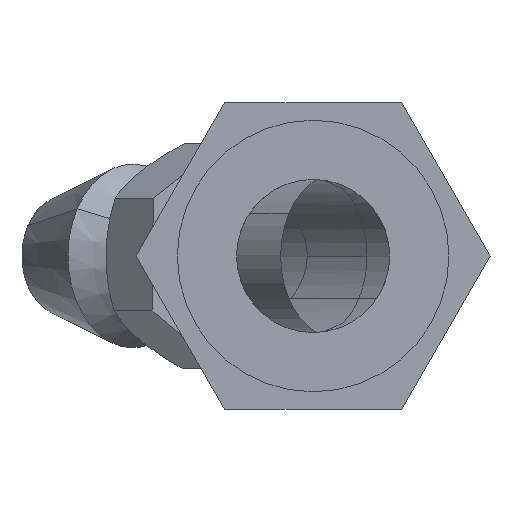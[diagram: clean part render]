
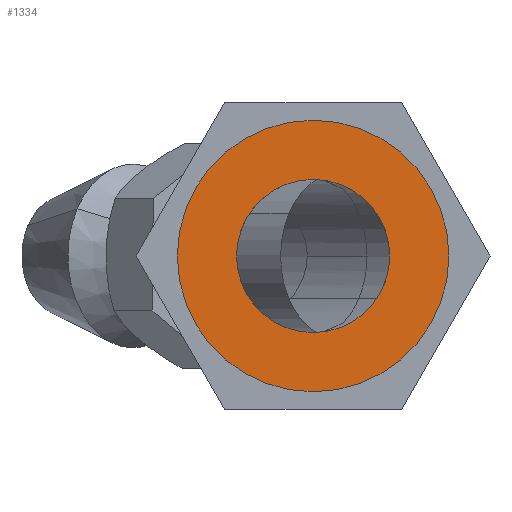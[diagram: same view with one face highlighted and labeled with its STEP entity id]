
A CAD part, front view. The second image highlights one B-rep face of the part: STEP entity #1334.
In plain terms, the highlighted planar face has unit normal (0, -1, 0).
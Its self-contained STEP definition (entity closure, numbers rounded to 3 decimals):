
#72 = EDGE_CURVE ( 'NONE', #1276, #1294, #849, .T. ) ;
#75 = EDGE_CURVE ( 'NONE', #1298, #1257, #853, .T. ) ;
#78 = EDGE_CURVE ( 'NONE', #1294, #1276, #856, .T. ) ;
#89 = EDGE_CURVE ( 'NONE', #1257, #1298, #869, .T. ) ;
#258 = EDGE_LOOP ( 'NONE', ( #1079, #1080 ) ) ;
#261 = EDGE_LOOP ( 'NONE', ( #1071, #1072 ) ) ;
#318 = DIRECTION ( 'NONE',  ( 0., 0., 1. ) ) ;
#319 = DIRECTION ( 'NONE',  ( 0., 1., 0. ) ) ;
#323 = PLANE ( 'NONE',  #691 ) ;
#324 = CARTESIAN_POINT ( 'NONE',  ( 11.708, -3.337, 2.117 ) ) ;
#356 = CARTESIAN_POINT ( 'NONE',  ( 11.708, -3.337, -0.633 ) ) ;
#359 = CARTESIAN_POINT ( 'NONE',  ( 11.708, -3.337, -2.758 ) ) ;
#390 = CARTESIAN_POINT ( 'NONE',  ( 11.708, -3.337, 4.867 ) ) ;
#421 = CARTESIAN_POINT ( 'NONE',  ( 11.708, -3.337, 6.992 ) ) ;
#436 = DIRECTION ( 'NONE',  ( 0., 0., 1. ) ) ;
#575 = DIRECTION ( 'NONE',  ( 0., 0., 1. ) ) ;
#576 = DIRECTION ( 'NONE',  ( 0., 1., 0. ) ) ;
#594 = CARTESIAN_POINT ( 'NONE',  ( 11.708, -3.337, 2.117 ) ) ;
#604 = DIRECTION ( 'NONE',  ( 0., -1., 0. ) ) ;
#609 = DIRECTION ( 'NONE',  ( 0., 0., -1. ) ) ;
#636 = CARTESIAN_POINT ( 'NONE',  ( 11.708, -3.337, 2.117 ) ) ;
#657 = DIRECTION ( 'NONE',  ( 0., 0., -1. ) ) ;
#658 = DIRECTION ( 'NONE',  ( 0., -1., 0. ) ) ;
#664 = CARTESIAN_POINT ( 'NONE',  ( 11.708, -3.337, 2.117 ) ) ;
#691 = AXIS2_PLACEMENT_3D ( 'NONE', #324, #319, #318 ) ;
#729 = AXIS2_PLACEMENT_3D ( 'NONE', #664, #658, #657 ) ;
#736 = AXIS2_PLACEMENT_3D ( 'NONE', #594, #576, #575 ) ;
#741 = AXIS2_PLACEMENT_3D ( 'NONE', #636, #604, #609 ) ;
#748 = AXIS2_PLACEMENT_3D ( 'NONE', #1308, #1169, #436 ) ;
#849 = CIRCLE ( 'NONE', #748, 4.875 ) ;
#853 = CIRCLE ( 'NONE', #741, 2.75 ) ;
#856 = CIRCLE ( 'NONE', #736, 4.875 ) ;
#869 = CIRCLE ( 'NONE', #729, 2.75 ) ;
#963 = FACE_BOUND ( 'NONE', #258, .T. ) ;
#970 = FACE_OUTER_BOUND ( 'NONE', #261, .T. ) ;
#1071 = ORIENTED_EDGE ( 'NONE', *, *, #78, .F. ) ;
#1072 = ORIENTED_EDGE ( 'NONE', *, *, #72, .F. ) ;
#1079 = ORIENTED_EDGE ( 'NONE', *, *, #75, .F. ) ;
#1080 = ORIENTED_EDGE ( 'NONE', *, *, #89, .F. ) ;
#1169 = DIRECTION ( 'NONE',  ( 0., 1., 0. ) ) ;
#1257 = VERTEX_POINT ( 'NONE', #390 ) ;
#1276 = VERTEX_POINT ( 'NONE', #421 ) ;
#1294 = VERTEX_POINT ( 'NONE', #359 ) ;
#1298 = VERTEX_POINT ( 'NONE', #356 ) ;
#1308 = CARTESIAN_POINT ( 'NONE',  ( 11.708, -3.337, 2.117 ) ) ;
#1334 = ADVANCED_FACE ( 'NONE', ( #963, #970 ), #323, .F. ) ;
